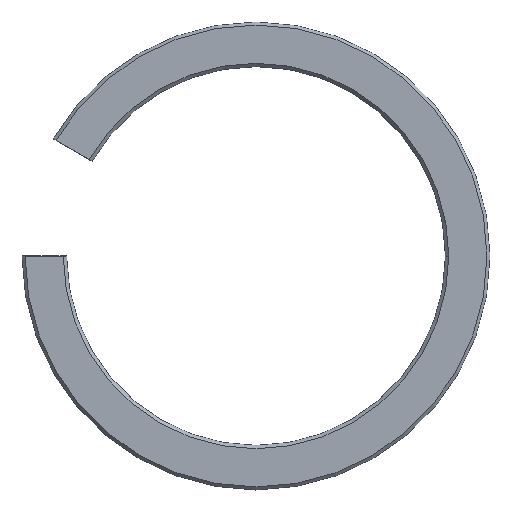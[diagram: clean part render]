
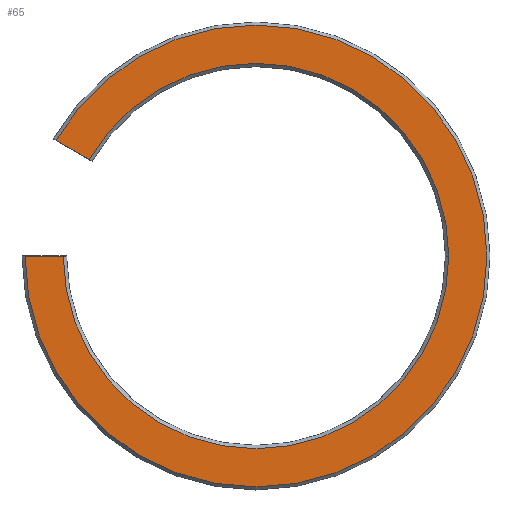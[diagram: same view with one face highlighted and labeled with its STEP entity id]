
A CAD part, top view. The second image highlights one B-rep face of the part: STEP entity #65.
In plain terms, the highlighted planar face has unit normal (0, -0.003, 1).
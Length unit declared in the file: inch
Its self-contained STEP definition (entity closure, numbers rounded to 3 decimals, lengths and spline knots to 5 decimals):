
#65=ADVANCED_FACE('',(#135),#136,.T.);
#135=FACE_OUTER_BOUND('',#208,.T.);
#136=PLANE('',#209);
#208=EDGE_LOOP('',(#324,#325,#326,#327,#328,#329));
#209=AXIS2_PLACEMENT_3D('',#330,#331,#332);
#324=ORIENTED_EDGE('',*,*,#496,.T.);
#325=ORIENTED_EDGE('',*,*,#497,.F.);
#326=ORIENTED_EDGE('',*,*,#498,.F.);
#327=ORIENTED_EDGE('',*,*,#491,.F.);
#328=ORIENTED_EDGE('',*,*,#464,.T.);
#329=ORIENTED_EDGE('',*,*,#475,.T.);
#330=CARTESIAN_POINT('',(-4.75865,0.2777,0.97787));
#331=DIRECTION('',(0.0,-0.003,1.));
#332=DIRECTION('',(-1.0,0.0,0.0));
#464=EDGE_CURVE('',#553,#550,#554,.T.);
#475=EDGE_CURVE('',#550,#570,#572,.T.);
#491=EDGE_CURVE('',#553,#596,#597,.T.);
#496=EDGE_CURVE('',#570,#604,#605,.T.);
#497=EDGE_CURVE('',#606,#604,#607,.T.);
#498=EDGE_CURVE('',#596,#606,#608,.T.);
#550=VERTEX_POINT('',#669);
#553=VERTEX_POINT('',#673);
#554=CIRCLE('',#674,2.45604);
#570=VERTEX_POINT('',#693);
#572=CIRCLE('',#696,2.45604);
#596=VERTEX_POINT('',#729);
#597=LINE('',#730,#731);
#604=VERTEX_POINT('',#741);
#605=LINE('',#742,#743);
#606=VERTEX_POINT('',#744);
#607=CIRCLE('',#745,2.04982);
#608=CIRCLE('',#746,2.04982);
#669=CARTESIAN_POINT('',(-0.04968,0.2777,0.97787));
#673=CARTESIAN_POINT('',(-4.96176,0.2777,0.97787));
#674=AXIS2_PLACEMENT_3D('',#809,#810,#811);
#693=CARTESIAN_POINT('',(-4.63271,1.50572,0.98102));
#696=AXIS2_PLACEMENT_3D('',#828,#829,#830);
#729=CARTESIAN_POINT('',(-4.55554,0.2777,0.97787));
#730=CARTESIAN_POINT('',(-4.96176,0.2777,0.97787));
#731=VECTOR('',#849,1.0);
#741=CARTESIAN_POINT('',(-4.28092,1.30261,0.9805));
#742=CARTESIAN_POINT('',(-4.63271,1.50572,0.98102));
#743=VECTOR('',#853,1.0);
#744=CARTESIAN_POINT('',(-0.4559,0.2777,0.97787));
#745=AXIS2_PLACEMENT_3D('',#854,#855,#856);
#746=AXIS2_PLACEMENT_3D('',#857,#858,#859);
#809=CARTESIAN_POINT('',(-2.50572,0.2777,0.97787));
#810=DIRECTION('',(0.0,-0.003,1.));
#811=DIRECTION('',(-1.0,0.0,0.0));
#828=CARTESIAN_POINT('',(-2.50572,0.2777,0.97787));
#829=DIRECTION('',(0.0,-0.003,1.));
#830=DIRECTION('',(-1.0,0.0,0.0));
#849=DIRECTION('',(1.0,0.0,0.0));
#853=DIRECTION('',(0.866,-0.5,-0.001));
#854=CARTESIAN_POINT('',(-2.50572,0.2777,0.97787));
#855=DIRECTION('',(0.0,-0.003,1.));
#856=DIRECTION('',(-1.0,0.0,0.0));
#857=CARTESIAN_POINT('',(-2.50572,0.2777,0.97787));
#858=DIRECTION('',(0.0,-0.003,1.));
#859=DIRECTION('',(-1.0,0.0,0.0));
